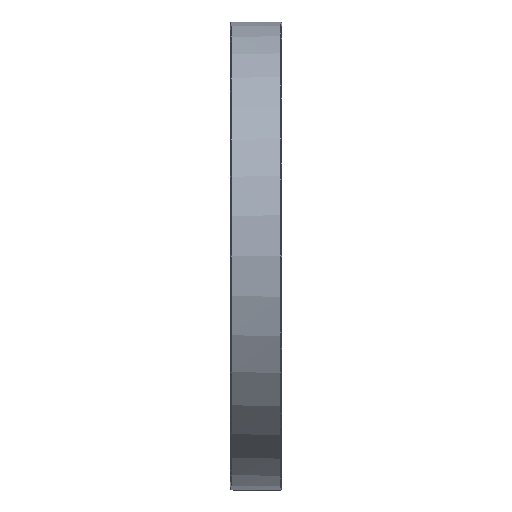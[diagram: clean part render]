
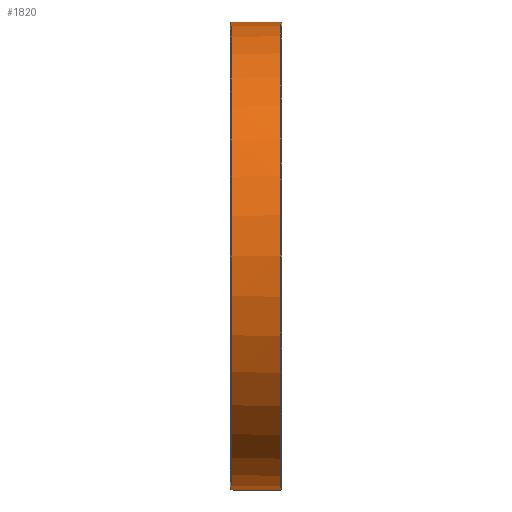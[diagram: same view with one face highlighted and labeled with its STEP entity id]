
A CAD part, left-side view. The second image highlights one B-rep face of the part: STEP entity #1820.
In plain terms, the highlighted cylindrical face has radius 101.2 mm (diameter 202.4 mm), a partial arc.
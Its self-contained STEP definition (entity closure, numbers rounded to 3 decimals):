
#85 = EDGE_CURVE ( 'NONE', #1281, #1226, #950, .T. ) ;
#187 = DIRECTION ( 'NONE',  ( 0., 1., 0. ) ) ;
#192 = EDGE_CURVE ( 'NONE', #588, #5322, #2681, .T. ) ;
#199 = VECTOR ( 'NONE', #1977, 1000. ) ;
#205 = FACE_OUTER_BOUND ( 'NONE', #2688, .T. ) ;
#217 = CARTESIAN_POINT ( 'NONE',  ( 0., 9.85, 101.2 ) ) ;
#228 = AXIS2_PLACEMENT_3D ( 'NONE', #2728, #187, #3153 ) ;
#247 = ORIENTED_EDGE ( 'NONE', *, *, #85, .T. ) ;
#288 = CARTESIAN_POINT ( 'NONE',  ( 0., 10.75, 0. ) ) ;
#310 = CARTESIAN_POINT ( 'NONE',  ( 0., -11.15, 101.2 ) ) ;
#473 = LINE ( 'NONE', #4979, #199 ) ;
#543 = CARTESIAN_POINT ( 'NONE',  ( 0., -10.75, 101.2 ) ) ;
#588 = VERTEX_POINT ( 'NONE', #4841 ) ;
#653 = ORIENTED_EDGE ( 'NONE', *, *, #789, .T. ) ;
#712 = DIRECTION ( 'NONE',  ( 0., 0., -1. ) ) ;
#745 = DIRECTION ( 'NONE',  ( 0., -1., 0. ) ) ;
#789 = EDGE_CURVE ( 'NONE', #4369, #828, #4141, .T. ) ;
#828 = VERTEX_POINT ( 'NONE', #543 ) ;
#844 = CARTESIAN_POINT ( 'NONE',  ( -1.5, 9.85, -101.189 ) ) ;
#950 = LINE ( 'NONE', #3417, #3207 ) ;
#1071 = AXIS2_PLACEMENT_3D ( 'NONE', #4697, #2127, #5133 ) ;
#1226 = VERTEX_POINT ( 'NONE', #844 ) ;
#1276 = ORIENTED_EDGE ( 'NONE', *, *, #3192, .F. ) ;
#1281 = VERTEX_POINT ( 'NONE', #1326 ) ;
#1296 = DIRECTION ( 'NONE',  ( 0., -1., 0. ) ) ;
#1326 = CARTESIAN_POINT ( 'NONE',  ( -1.5, 10.75, -101.189 ) ) ;
#1368 = ORIENTED_EDGE ( 'NONE', *, *, #192, .T. ) ;
#1426 = ORIENTED_EDGE ( 'NONE', *, *, #5511, .F. ) ;
#1492 = VERTEX_POINT ( 'NONE', #217 ) ;
#1593 = VECTOR ( 'NONE', #745, 1000. ) ;
#1820 = ADVANCED_FACE ( 'NONE', ( #205 ), #3326, .T. ) ;
#1977 = DIRECTION ( 'NONE',  ( 0., -1., 0. ) ) ;
#2024 = VERTEX_POINT ( 'NONE', #4016 ) ;
#2095 = CIRCLE ( 'NONE', #228, 101.2 ) ;
#2127 = DIRECTION ( 'NONE',  ( 0., 1., 0. ) ) ;
#2212 = DIRECTION ( 'NONE',  ( 0., 1., 0. ) ) ;
#2362 = AXIS2_PLACEMENT_3D ( 'NONE', #3012, #5530, #2953 ) ;
#2681 = LINE ( 'NONE', #3032, #3950 ) ;
#2688 = EDGE_LOOP ( 'NONE', ( #1276, #4430, #1368, #4848, #247, #1426, #4729, #653 ) ) ;
#2726 = LINE ( 'NONE', #310, #1593 ) ;
#2728 = CARTESIAN_POINT ( 'NONE',  ( 0., 9.85, 0. ) ) ;
#2892 = CIRCLE ( 'NONE', #1071, 101.2 ) ;
#2953 = DIRECTION ( 'NONE',  ( 0., 0., 1. ) ) ;
#3012 = CARTESIAN_POINT ( 'NONE',  ( 0., -10.75, 0. ) ) ;
#3032 = CARTESIAN_POINT ( 'NONE',  ( -1.5, -11.15, 101.189 ) ) ;
#3037 = AXIS2_PLACEMENT_3D ( 'NONE', #288, #3255, #712 ) ;
#3084 = DIRECTION ( 'NONE',  ( 0., -1., 0. ) ) ;
#3153 = DIRECTION ( 'NONE',  ( 0., 0., 1. ) ) ;
#3192 = EDGE_CURVE ( 'NONE', #1492, #828, #2726, .T. ) ;
#3207 = VECTOR ( 'NONE', #3084, 1000. ) ;
#3255 = DIRECTION ( 'NONE',  ( 0., -1., 0. ) ) ;
#3326 = CYLINDRICAL_SURFACE ( 'NONE', #4610, 101.2 ) ;
#3417 = CARTESIAN_POINT ( 'NONE',  ( -1.5, -11.15, -101.189 ) ) ;
#3681 = EDGE_CURVE ( 'NONE', #2024, #4369, #473, .T. ) ;
#3950 = VECTOR ( 'NONE', #2212, 1000. ) ;
#4016 = CARTESIAN_POINT ( 'NONE',  ( 0., 9.85, -101.2 ) ) ;
#4141 = CIRCLE ( 'NONE', #2362, 101.2 ) ;
#4221 = EDGE_CURVE ( 'NONE', #5322, #1281, #4255, .T. ) ;
#4255 = CIRCLE ( 'NONE', #3037, 101.2 ) ;
#4369 = VERTEX_POINT ( 'NONE', #5489 ) ;
#4430 = ORIENTED_EDGE ( 'NONE', *, *, #5265, .F. ) ;
#4610 = AXIS2_PLACEMENT_3D ( 'NONE', #5140, #1296, #4706 ) ;
#4697 = CARTESIAN_POINT ( 'NONE',  ( 0., 9.85, 0. ) ) ;
#4706 = DIRECTION ( 'NONE',  ( 0., 0., -1. ) ) ;
#4729 = ORIENTED_EDGE ( 'NONE', *, *, #3681, .T. ) ;
#4841 = CARTESIAN_POINT ( 'NONE',  ( -1.5, 9.85, 101.189 ) ) ;
#4848 = ORIENTED_EDGE ( 'NONE', *, *, #4221, .T. ) ;
#4979 = CARTESIAN_POINT ( 'NONE',  ( 0., -11.15, -101.2 ) ) ;
#5133 = DIRECTION ( 'NONE',  ( 0., 0., 1. ) ) ;
#5140 = CARTESIAN_POINT ( 'NONE',  ( 0., -11.15, 0. ) ) ;
#5265 = EDGE_CURVE ( 'NONE', #588, #1492, #2095, .T. ) ;
#5322 = VERTEX_POINT ( 'NONE', #5420 ) ;
#5420 = CARTESIAN_POINT ( 'NONE',  ( -1.5, 10.75, 101.189 ) ) ;
#5489 = CARTESIAN_POINT ( 'NONE',  ( 0., -10.75, -101.2 ) ) ;
#5511 = EDGE_CURVE ( 'NONE', #2024, #1226, #2892, .T. ) ;
#5530 = DIRECTION ( 'NONE',  ( 0., 1., 0. ) ) ;
